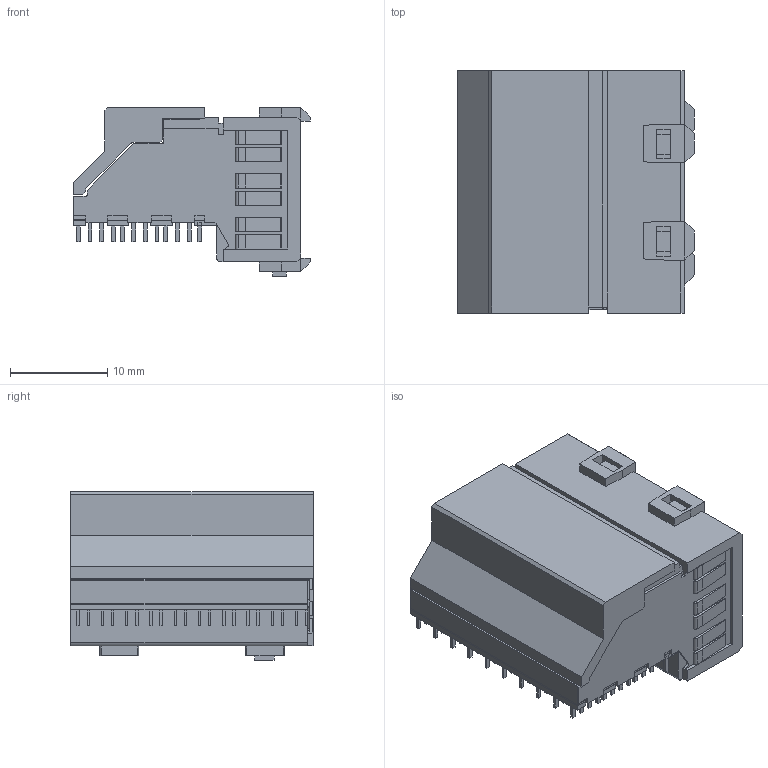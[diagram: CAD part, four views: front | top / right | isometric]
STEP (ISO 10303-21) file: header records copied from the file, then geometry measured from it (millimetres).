
FILE_DESCRIPTION(/* description */ (''),/* implementation_level */ '2;1');
FILE_NAME(/* name */ 'ERNI_454530.stp',/* time_stamp */ '2016-12-13T10:03:36+01:00',/* author */ ('jchouvet'),/* organization */ ('ERNI Electronics GmbH'),/* preprocessor_version */ 'ST-DEVELOPER v16.1',/* originating_system */ 'AutoCAD Mechanical',/* authorisation */ '');
FILE_SCHEMA (('AUTOMOTIVE_DESIGN { 1 0 10303 214 3 1 1 }'));
Length unit declared in the file: millimetre
Products named in the file (1): Product
Bounding box: 24.4 x 24.95 x 17.4 mm (x, y, z)
Volume: 6989.2 mm3; surface area: 5233.7 mm2
Topology: 133 solids, 133 shells, 1187 faces, 2597 edges, 1698 vertices
Faces by surface type: plane 1141, cylinder 40, cone 6
Entity records: 31673 total; most frequent: CARTESIAN_POINT 5483, ORIENTED_EDGE 5194, DIRECTION 5065, EDGE_CURVE 2597, LINE 2505, VECTOR 2505, VERTEX_POINT 1698, AXIS2_PLACEMENT_3D 1280
